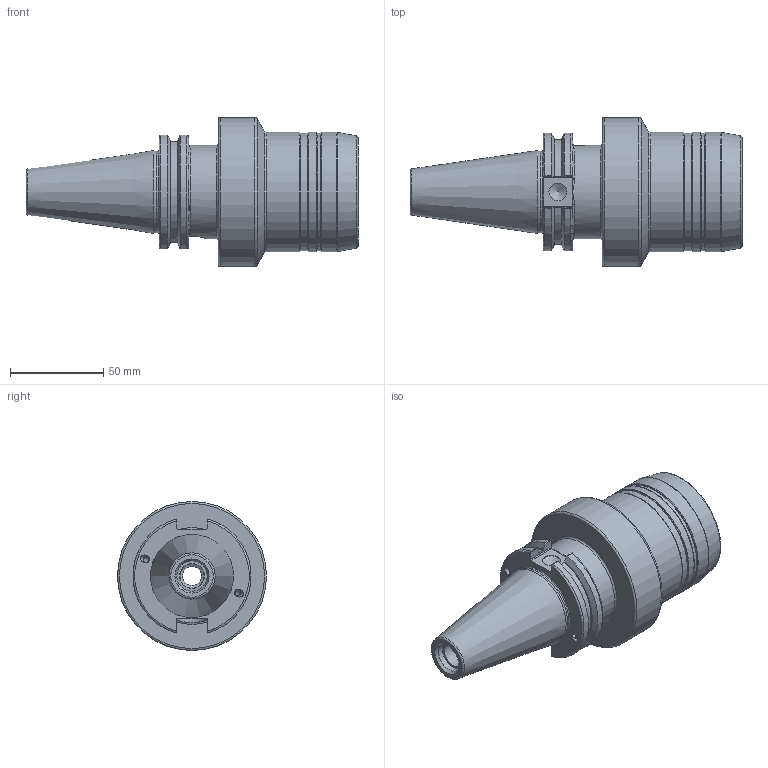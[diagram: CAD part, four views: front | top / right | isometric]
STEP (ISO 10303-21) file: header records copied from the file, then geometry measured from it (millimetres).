
FILE_DESCRIPTION(/* description */ (''),/* implementation_level */ '2;1');
FILE_NAME(/* name */ 'WK104HCR.stp',/* time_stamp */ '2022-12-16T09:06:16+09:00',/* author */ ('eos'),/* organization */ (''),/* preprocessor_version */ 'ST-DEVELOPER v18.1',/* originating_system */ 'Autodesk Inventor 2022',/* authorisation */ '');
FILE_SCHEMA (('AUTOMOTIVE_DESIGN { 1 0 10303 214 3 1 1 }'));
Length unit declared in the file: millimetre
Products named in the file (1): CAT50
Bounding box: 178.25 x 80 x 80 mm (x, y, z)
Volume: 358343.6 mm3; surface area: 51854.9 mm2
Topology: 1 solids, 1 shells, 111 faces, 301 edges, 194 vertices
Faces by surface type: cylinder 35, plane 34, torus 22, cone 18, bspline 2
Full cylindrical faces by diameter (mm): 3.242 x8, 4 x4, 9.525 x1, 10.106 x1, 13 x1, 13.2 x1, 13.386 x1, 14 x1, 16.3 x1, 32 x1, 43.6 x1, 50 x1, 63 x2, 64 x3, 80 x1
Entity records: 3887 total; most frequent: CARTESIAN_POINT 1013, DIRECTION 626, ORIENTED_EDGE 592, EDGE_CURVE 296, AXIS2_PLACEMENT_3D 265, VERTEX_POINT 194, CIRCLE 135, EDGE_LOOP 128
